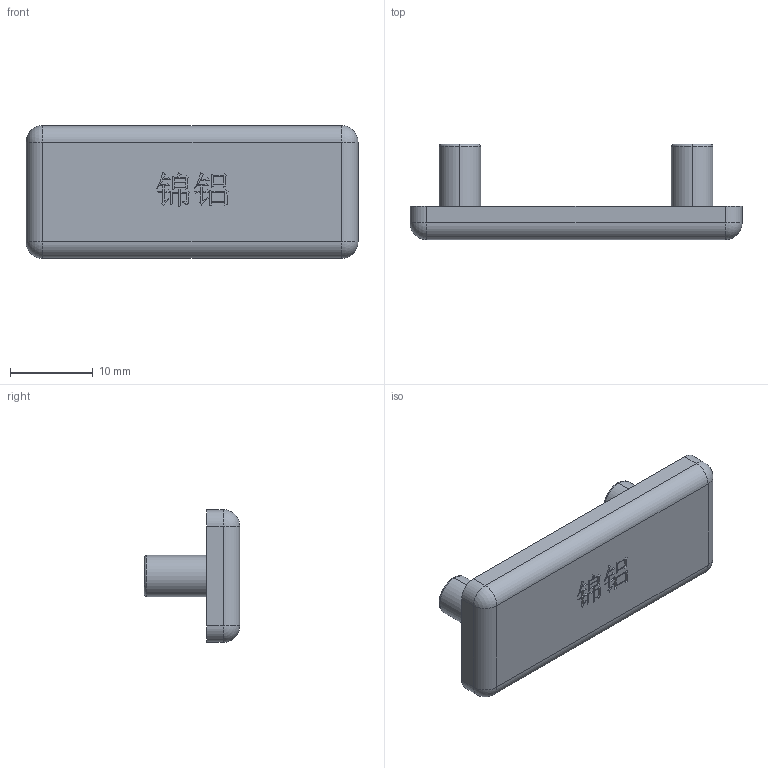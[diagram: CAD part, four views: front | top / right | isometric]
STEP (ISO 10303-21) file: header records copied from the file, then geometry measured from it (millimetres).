
FILE_DESCRIPTION (( 'STEP AP203' ), '1' );
FILE_NAME ('韁梓1640傷裔.STEP', '2019-07-31T05:18:34', ( 'User' ), ( 'China' ), 'SwSTEP 2.0', 'SolidWorks 2015', '' );
FILE_SCHEMA (( 'CONFIG_CONTROL_DESIGN' ));
Length unit declared in the file: millimetre
Products named in the file (1): 韁梓1640傷裔
Bounding box: 40 x 11.5 x 16 mm (x, y, z)
Volume: 2133.3 mm3; surface area: 2184.7 mm2
Topology: 1 solids, 1 shells, 197 faces, 531 edges, 346 vertices
Faces by surface type: plane 141, bspline 28, cylinder 20, torus 4, sphere 4
Entity records: 7030 total; most frequent: CARTESIAN_POINT 2179, ORIENTED_EDGE 1054, DIRECTION 859, EDGE_CURVE 527, LINE 423, VECTOR 423, VERTEX_POINT 346, AXIS2_PLACEMENT_3D 218
